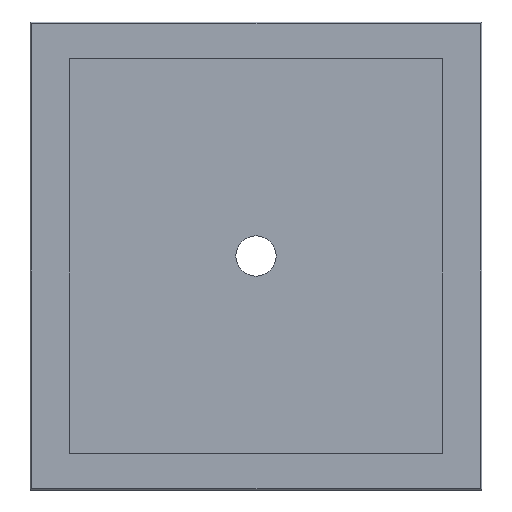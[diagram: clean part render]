
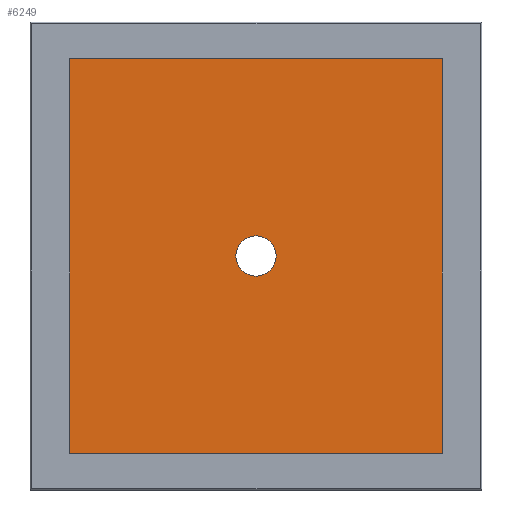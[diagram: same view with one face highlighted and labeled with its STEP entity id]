
A CAD part, top view. The second image highlights one B-rep face of the part: STEP entity #6249.
In plain terms, the highlighted planar face has unit normal (0, 0, 1).
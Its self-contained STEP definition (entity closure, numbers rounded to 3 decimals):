
#2907=CIRCLE('',#5926,25.);
#3054=ORIENTED_EDGE('',*,*,#4004,.F.);
#3055=ORIENTED_EDGE('',*,*,#4005,.F.);
#3056=ORIENTED_EDGE('',*,*,#4006,.F.);
#3057=ORIENTED_EDGE('',*,*,#4007,.F.);
#3058=ORIENTED_EDGE('',*,*,#4003,.F.);
#3517=VECTOR('',#4705,1.);
#3518=VECTOR('',#4706,1.);
#3519=VECTOR('',#4707,1.);
#3520=VECTOR('',#4708,1.);
#3657=LINE('',#5374,#3517);
#3658=LINE('',#5376,#3518);
#3659=LINE('',#5378,#3519);
#3660=LINE('',#5379,#3520);
#3814=VERTEX_POINT('',#5369);
#3815=VERTEX_POINT('',#5372);
#3816=VERTEX_POINT('',#5373);
#3817=VERTEX_POINT('',#5375);
#3818=VERTEX_POINT('',#5377);
#4003=EDGE_CURVE('',#3814,#3814,#2907,.T.);
#4004=EDGE_CURVE('',#3815,#3816,#3657,.T.);
#4005=EDGE_CURVE('',#3817,#3815,#3658,.T.);
#4006=EDGE_CURVE('',#3818,#3817,#3659,.T.);
#4007=EDGE_CURVE('',#3816,#3818,#3660,.T.);
#4267=EDGE_LOOP('',(#3054,#3055,#3056,#3057));
#4268=EDGE_LOOP('',(#3058));
#4461=FACE_BOUND('',#4267,.T.);
#4462=FACE_BOUND('',#4268,.T.);
#4701=DIRECTION('',(0.,0.,1.));
#4702=DIRECTION('',(0.,25.,0.));
#4703=DIRECTION('',(0.,0.,1.));
#4704=DIRECTION('',(0.,-1.,0.));
#4705=DIRECTION('',(-462.,0.,0.));
#4706=DIRECTION('',(0.,-489.,0.));
#4707=DIRECTION('',(462.,0.,0.));
#4708=DIRECTION('',(0.,489.,0.));
#5369=CARTESIAN_POINT('',(280.,315.,30.1));
#5370=CARTESIAN_POINT('',(280.,290.,30.1));
#5371=CARTESIAN_POINT('',(511.,45.5,30.1));
#5372=CARTESIAN_POINT('',(511.,45.5,30.1));
#5373=CARTESIAN_POINT('',(49.,45.5,30.1));
#5374=CARTESIAN_POINT('',(511.,45.5,30.1));
#5375=CARTESIAN_POINT('',(511.,534.5,30.1));
#5376=CARTESIAN_POINT('',(511.,534.5,30.1));
#5377=CARTESIAN_POINT('',(49.,534.5,30.1));
#5378=CARTESIAN_POINT('',(49.,534.5,30.1));
#5379=CARTESIAN_POINT('',(49.,45.5,30.1));
#5926=AXIS2_PLACEMENT_3D('',#5370,#4701,#4702);
#5927=AXIS2_PLACEMENT_3D('',#5371,#4703,#4704);
#6165=PLANE('',#5927);
#6249=ADVANCED_FACE('',(#4461,#4462),#6165,.T.);
